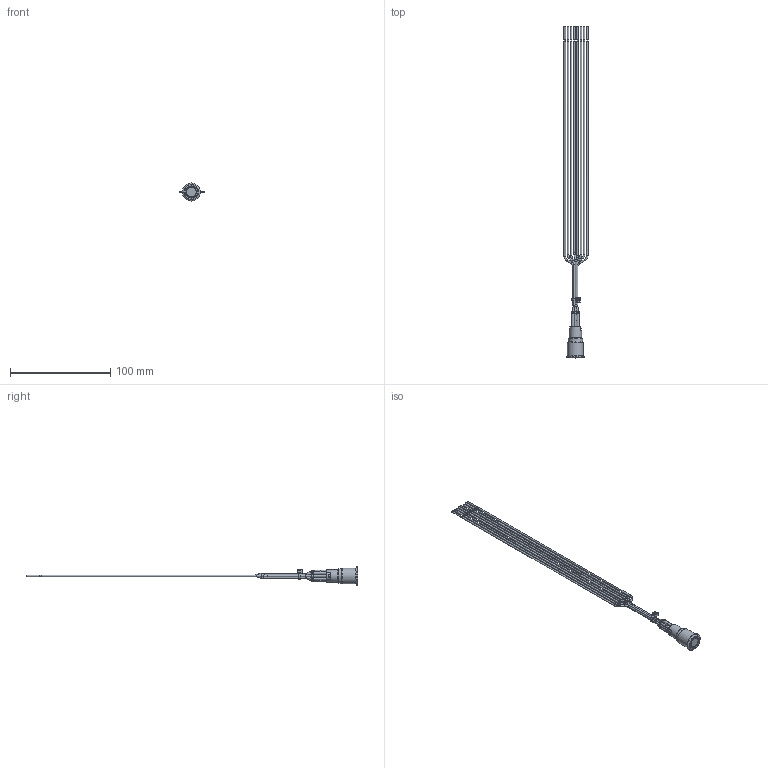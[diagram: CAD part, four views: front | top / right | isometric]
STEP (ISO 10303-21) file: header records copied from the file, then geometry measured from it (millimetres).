
FILE_DESCRIPTION(/* description */ ('','CAx-IF Rec.Pracs.---Representation and Presentation of Product Manufacturing Information (PMI)---4.0---2014-10-13'),/* implementation_level */ '2;1');
FILE_NAME(/* name */ 'PV3FWH0xx-3xx.stp',/* time_stamp */ '2020-01-06T12:00:29-06:00',/* author */ ('mwilliams'),/* organization */ (''),/* preprocessor_version */ 'ST-DEVELOPER v17',/* originating_system */ 'Autodesk Inventor 2018',/* authorisation */ '');
FILE_SCHEMA (('AP242_MANAGED_MODEL_BASED_3D_ENGINEERING_MIM_LF { 1 0 10303 442 1 1 4 }'));
Length unit declared in the file: millimetre
Products named in the file (1): PV3FWH0xx-3xx
Bounding box: 24 x 331.55 x 18 mm (x, y, z)
Volume: 8709.7 mm3; surface area: 16086.8 mm2
Topology: 1 solids, 2 shells, 605 faces, 1673 edges, 1101 vertices
Faces by surface type: plane 319, cylinder 141, bspline 72, torus 55, cone 10, sphere 8
Full cylindrical faces by diameter (mm): 1.2 x16, 1.6 x48, 2.4 x16, 9.6 x1, 10.4 x2, 12 x1, 12.2 x1, 14.3 x1, 15 x1, 15.9 x1, 18 x1
Entity records: 20813 total; most frequent: CARTESIAN_POINT 5087, ORIENTED_EDGE 3346, DIRECTION 3183, EDGE_CURVE 1673, AXIS2_PLACEMENT_3D 1129, VERTEX_POINT 1101, LINE 933, VECTOR 933
